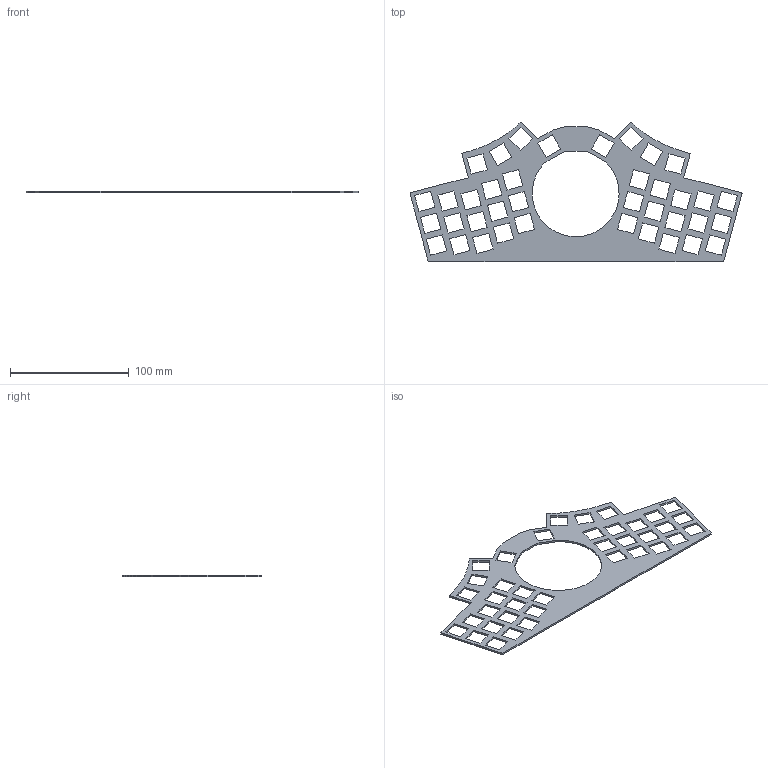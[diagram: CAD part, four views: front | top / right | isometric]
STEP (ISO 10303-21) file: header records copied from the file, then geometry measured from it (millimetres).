
FILE_DESCRIPTION(/* description */ (''),/* implementation_level */ '2;1');
FILE_NAME(/* name */ 'DragonFruitSwitchPlate.step',/* time_stamp */ '2023-11-07T01:50:16-08:00',/* author */ (''),/* organization */ (''),/* preprocessor_version */ 'ST-DEVELOPER v20',/* originating_system */ 'Autodesk Translation Framework v12.14.0.127',/* authorisation */ '');
FILE_SCHEMA (('AUTOMOTIVE_DESIGN { 1 0 10303 214 3 1 1 }'));
Length unit declared in the file: millimetre
Products named in the file (1): DragonFruitCorrected
Bounding box: 279.77 x 117.65 x 1.5 mm (x, y, z)
Volume: 20029.2 mm3; surface area: 31345.3 mm2
Topology: 1 solids, 1 shells, 538 faces, 1608 edges, 1072 vertices
Faces by surface type: plane 529, cylinder 9
Entity records: 17943 total; most frequent: CARTESIAN_POINT 3219, ORIENTED_EDGE 3216, DIRECTION 2704, EDGE_CURVE 1608, LINE 1590, VECTOR 1590, VERTEX_POINT 1072, EDGE_LOOP 616
